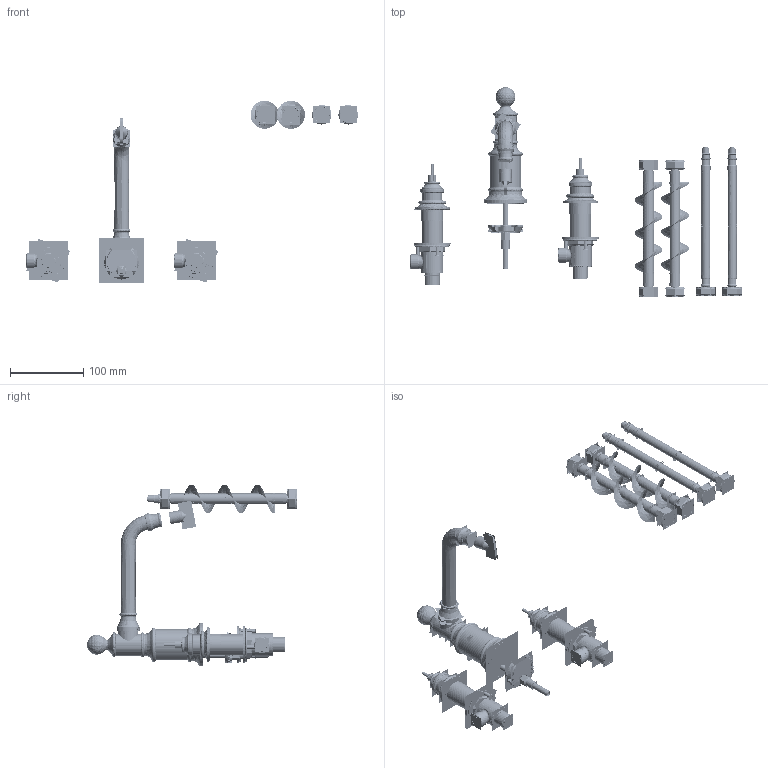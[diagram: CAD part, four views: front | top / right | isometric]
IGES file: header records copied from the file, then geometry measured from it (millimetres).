
Start section:  PTC IGES file: ARC 2015 CHR.igs
Global section: file name: ARC 2015 CHR.igs; native system: Pro/ENGINEER by Parametric Technology Corporation; preprocessor: 2009360; author: user33; organization: Unknown; date: 20200406.083209; units: millimetre
Bounding box: 452.62 x 286.33 x 248.79 mm (x, y, z)
Volume: 824596.4 mm3; surface area: 7697161.6 mm2
Topology: 104 solids, 177 shells, 22502 faces, 107810 edges, 134593 vertices
Faces by surface type: bspline 15956, revolution 6530, extrusion 16
